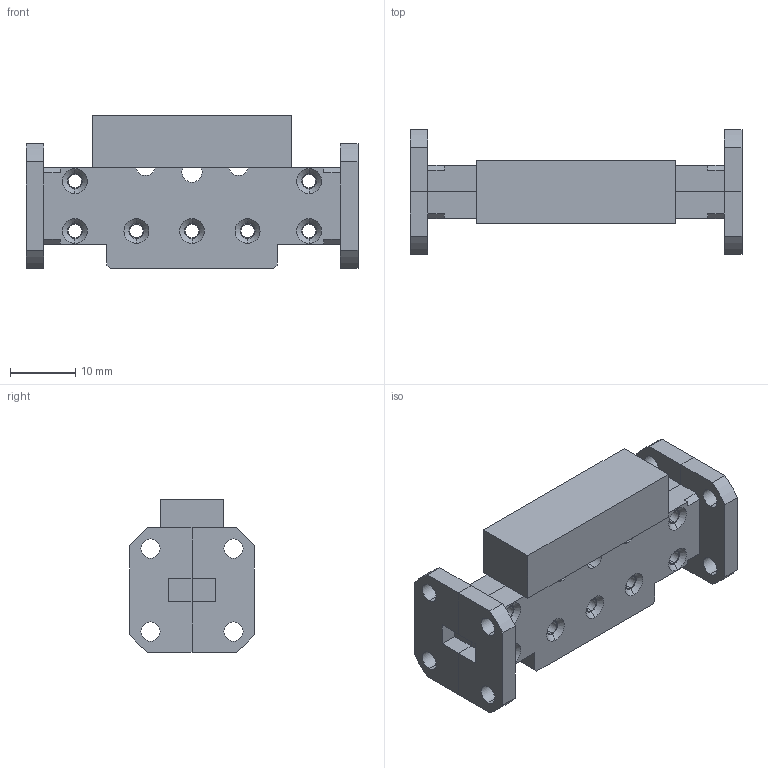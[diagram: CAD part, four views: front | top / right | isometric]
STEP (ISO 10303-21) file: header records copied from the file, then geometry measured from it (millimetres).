
FILE_DESCRIPTION (( 'STEP AP203' ), '1' );
FILE_NAME ('PEWAT1007-XX_3D.STEP', '2021-05-27T11:15:16', ( '' ), ( '' ), 'SwSTEP 2.0', 'SolidWorks 2020', '' );
FILE_SCHEMA (( 'CONFIG_CONTROL_DESIGN' ));
Length unit declared in the file: inch
Products named in the file (1): PEWAT1007-XX_3D
Bounding box: 50.8 x 19.05 x 23.37 mm (x, y, z)
Volume: 11078.3 mm3; surface area: 8244.9 mm2
Topology: 8 solids, 8 shells, 232 faces, 578 edges, 376 vertices
Faces by surface type: plane 112, cylinder 92, cone 28
Entity records: 7083 total; most frequent: DIRECTION 1256, CARTESIAN_POINT 1187, ORIENTED_EDGE 1156, EDGE_CURVE 578, AXIS2_PLACEMENT_3D 445, VERTEX_POINT 376, LINE 366, VECTOR 366
